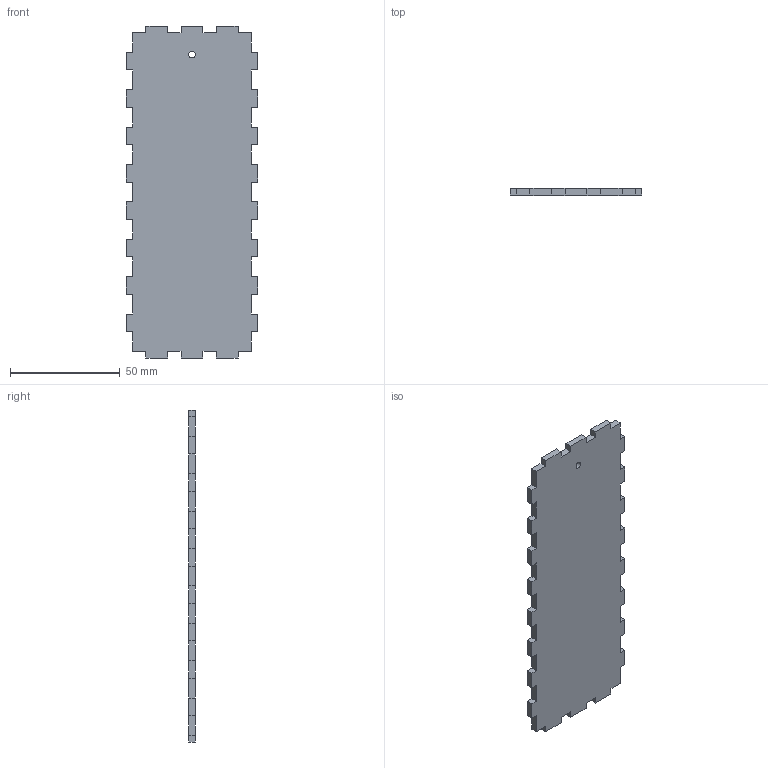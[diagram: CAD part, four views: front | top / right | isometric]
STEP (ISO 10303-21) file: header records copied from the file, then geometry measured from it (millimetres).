
FILE_DESCRIPTION( ( '' ), ' ' );
FILE_NAME( '5d68e64ab40c1b1674e05ef6.step', '2019-08-30T09:03:07', ( '' ), ( '' ), ' ', ' ', ' ' );
FILE_SCHEMA( ( 'AUTOMOTIVE_DESIGN { 1 0 10303 214 1 1 1 1 }' ) );
Length unit declared in the file: metre
Products named in the file (1): Part 1
Bounding box: 60 x 3 x 151 mm (x, y, z)
Volume: 25160.8 mm3; surface area: 18392.1 mm2
Topology: 1 solids, 1 shells, 95 faces, 279 edges, 186 vertices
Faces by surface type: plane 94, cylinder 1
Full cylindrical faces by diameter (mm): 3 x1
Entity records: 3870 total; most frequent: CARTESIAN_POINT 560, ORIENTED_EDGE 556, DIRECTION 472, EDGE_CURVE 278, LINE 276, VECTOR 276, VERTEX_POINT 186, AXIS2_PLACEMENT_3D 98
